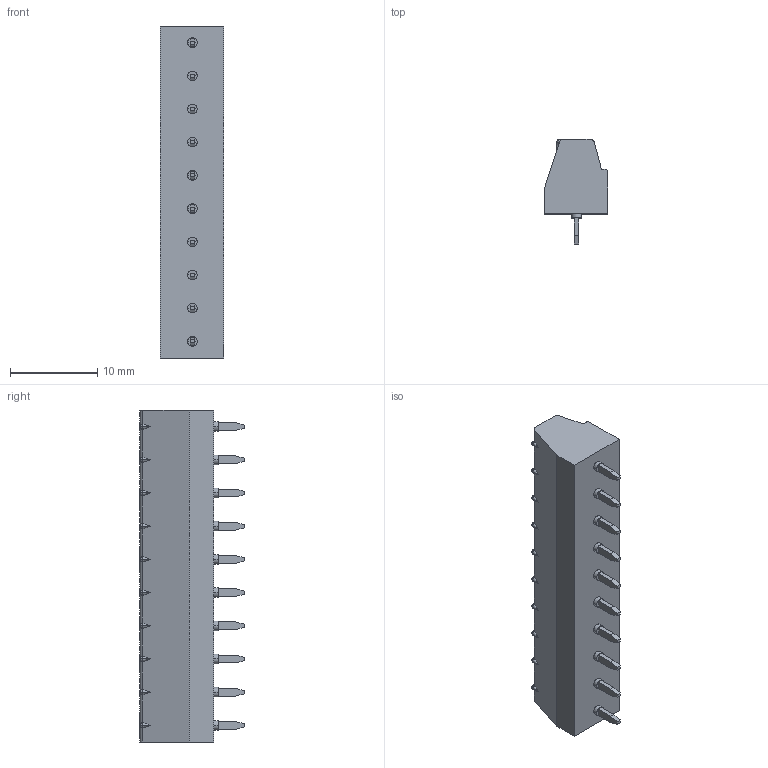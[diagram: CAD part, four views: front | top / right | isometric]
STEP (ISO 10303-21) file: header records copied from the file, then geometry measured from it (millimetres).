
FILE_DESCRIPTION(('SolidDesigner STEP Export'),'1');
FILE_NAME('mkds_1-10-3.81.stp','2000-06-14T14:49:12',(''),(''), 'SolidDesigner STEP processor Version: 7.0(Mar 1999)for AP214(CD)(Solid Model)', 'CoCreate SolidDesigner: 07.50 21-Dec-99(C) CoCreate Software GmbH','');
FILE_SCHEMA(('AUTOMOTIVE_DESIGN_CC2 {1 2 10303 214 -1 1 5 1}'));
Length unit declared in the file: millimetre
Products named in the file (2): mkds_1-10-3.81
Assembly tree (1 placements, depth 2):
  mkds_1-10-3.81
    mkds_1-10-3.81
Bounding box: 7.3 x 12 x 38.1 mm (x, y, z)
Volume: 1855.6 mm3; surface area: 1671.4 mm2
Topology: 1 solids, 1 shells, 581 faces, 1495 edges, 920 vertices
Faces by surface type: plane 406, cylinder 115, torus 40, cone 20
Entity records: 21617 total; most frequent: CARTESIAN_POINT 4023, ORIENTED_EDGE 2910, DIRECTION 2401, EDGE_CURVE 1455, VERTEX_POINT 920, VECTOR 905, LINE 905, AXIS2_PLACEMENT_3D 748
